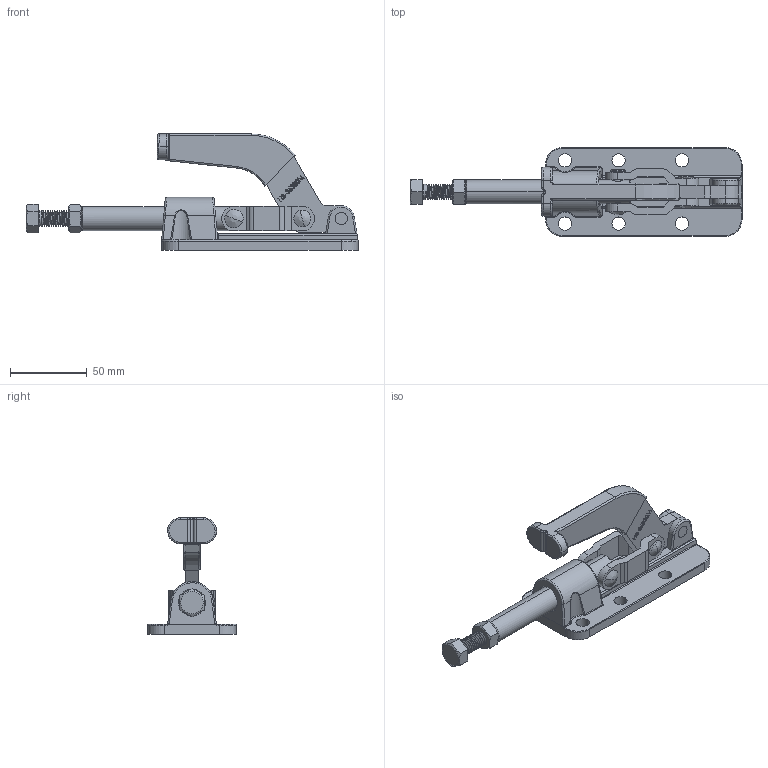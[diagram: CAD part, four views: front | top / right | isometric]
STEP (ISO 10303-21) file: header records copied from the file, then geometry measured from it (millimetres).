
FILE_DESCRIPTION (( 'STEP AP203' ), '1' );
FILE_NAME ('HS-36330M.STEP', '2019-08-07T11:31:05', ( '微软用户' ), ( '微软中国' ), 'SwSTEP 2.0', 'SolidWorks 2012', '' );
FILE_SCHEMA (( 'CONFIG_CONTROL_DESIGN' ));
Length unit declared in the file: millimetre
Products named in the file (11): HS-36330M-01_BASE; M10_NUT_; HS-36330M-04_CONNECTING-PLATE; HS-36330M; HS-SA-105015_SPINDLE_SUPPLIED; HS-36330M-06; HS-36330M-05; HS-36330M-08; HS-36330M-02_CREST_STALK; HS-36330M-07; HS-36330M-03_HANDLE
Assembly tree (11 placements, depth 2):
  HS-36330M
    HS-36330M-04_CONNECTING-PLATE  x2
    M10_NUT_
    HS-36330M-01_BASE
    HS-36330M-03_HANDLE
    HS-36330M-07
    HS-36330M-02_CREST_STALK
    HS-36330M-08
    HS-36330M-05
    HS-36330M-06
    HS-SA-105015_SPINDLE_SUPPLIED
Bounding box: 216.4 x 58 x 75.92 mm (x, y, z)
Volume: 140718.7 mm3; surface area: 54642.6 mm2
Topology: 11 solids, 11 shells, 637 faces, 1691 edges, 1083 vertices
Faces by surface type: cylinder 248, plane 207, bspline 150, cone 28, torus 4
Entity records: 54767 total; most frequent: CARTESIAN_POINT 39857, ORIENTED_EDGE 3240, DIRECTION 2213, EDGE_CURVE 1620, VERTEX_POINT 1043, LINE 773, VECTOR 773, AXIS2_PLACEMENT_3D 720
